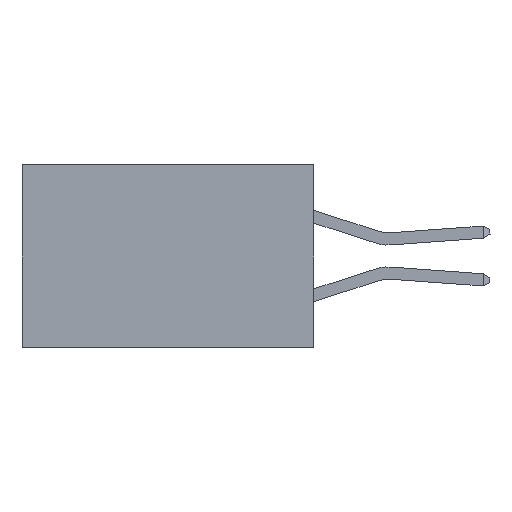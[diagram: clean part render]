
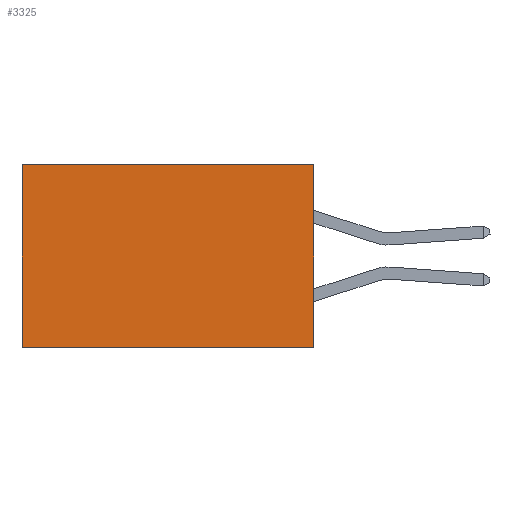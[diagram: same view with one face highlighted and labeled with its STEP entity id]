
A CAD part, left-side view. The second image highlights one B-rep face of the part: STEP entity #3325.
In plain terms, the highlighted planar face has unit normal (-1, 0, 0).
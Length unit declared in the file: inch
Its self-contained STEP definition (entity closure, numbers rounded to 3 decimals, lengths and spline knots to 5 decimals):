
#45 = AXIS2_PLACEMENT_3D ( 'NONE', #2503, #7664, #3065 ) ;
#78 = LINE ( 'NONE', #4446, #3133 ) ;
#192 = DIRECTION ( 'NONE',  ( 0., 0., -1. ) ) ;
#271 = ORIENTED_EDGE ( 'NONE', *, *, #5013, .T. ) ;
#677 = VECTOR ( 'NONE', #192, 39.37008 ) ;
#1075 = VECTOR ( 'NONE', #4204, 39.37008 ) ;
#1179 = DIRECTION ( 'NONE',  ( 0., 1., 0. ) ) ;
#2174 = EDGE_CURVE ( 'NONE', #4065, #2616, #2749, .T. ) ;
#2503 = CARTESIAN_POINT ( 'NONE',  ( 0.2875, 0., -0.375 ) ) ;
#2616 = VERTEX_POINT ( 'NONE', #4680 ) ;
#2672 = ORIENTED_EDGE ( 'NONE', *, *, #2174, .F. ) ;
#2749 = LINE ( 'NONE', #5024, #5032 ) ;
#3065 = DIRECTION ( 'NONE',  ( 0., 0., -1. ) ) ;
#3098 = PLANE ( 'NONE',  #45 ) ;
#3133 = VECTOR ( 'NONE', #4549, 39.37008 ) ;
#3199 = CARTESIAN_POINT ( 'NONE',  ( 0.2875, 0., -0.375 ) ) ;
#3325 = ADVANCED_FACE ( 'NONE', ( #4561 ), #3098, .F. ) ;
#3472 = VERTEX_POINT ( 'NONE', #6489 ) ;
#3622 = CARTESIAN_POINT ( 'NONE',  ( 0.2875, 0., 0. ) ) ;
#4065 = VERTEX_POINT ( 'NONE', #3199 ) ;
#4145 = EDGE_CURVE ( 'NONE', #3472, #2616, #78, .T. ) ;
#4204 = DIRECTION ( 'NONE',  ( 0., 1., 0. ) ) ;
#4446 = CARTESIAN_POINT ( 'NONE',  ( 0.2875, 0.6, -0.375 ) ) ;
#4528 = LINE ( 'NONE', #4850, #1075 ) ;
#4549 = DIRECTION ( 'NONE',  ( 0., 0., -1. ) ) ;
#4561 = FACE_OUTER_BOUND ( 'NONE', #6908, .T. ) ;
#4680 = CARTESIAN_POINT ( 'NONE',  ( 0.2875, 0.6, -0.375 ) ) ;
#4843 = EDGE_CURVE ( 'NONE', #5009, #4065, #6706, .T. ) ;
#4850 = CARTESIAN_POINT ( 'NONE',  ( 0.2875, 0., 0. ) ) ;
#5009 = VERTEX_POINT ( 'NONE', #3622 ) ;
#5013 = EDGE_CURVE ( 'NONE', #5009, #3472, #4528, .T. ) ;
#5024 = CARTESIAN_POINT ( 'NONE',  ( 0.2875, 0., -0.375 ) ) ;
#5032 = VECTOR ( 'NONE', #1179, 39.37008 ) ;
#5547 = ORIENTED_EDGE ( 'NONE', *, *, #4843, .F. ) ;
#5972 = ORIENTED_EDGE ( 'NONE', *, *, #4145, .T. ) ;
#6489 = CARTESIAN_POINT ( 'NONE',  ( 0.2875, 0.6, 0. ) ) ;
#6706 = LINE ( 'NONE', #7916, #677 ) ;
#6908 = EDGE_LOOP ( 'NONE', ( #5972, #2672, #5547, #271 ) ) ;
#7664 = DIRECTION ( 'NONE',  ( 1., 0., 0. ) ) ;
#7916 = CARTESIAN_POINT ( 'NONE',  ( 0.2875, 0., -0.375 ) ) ;
